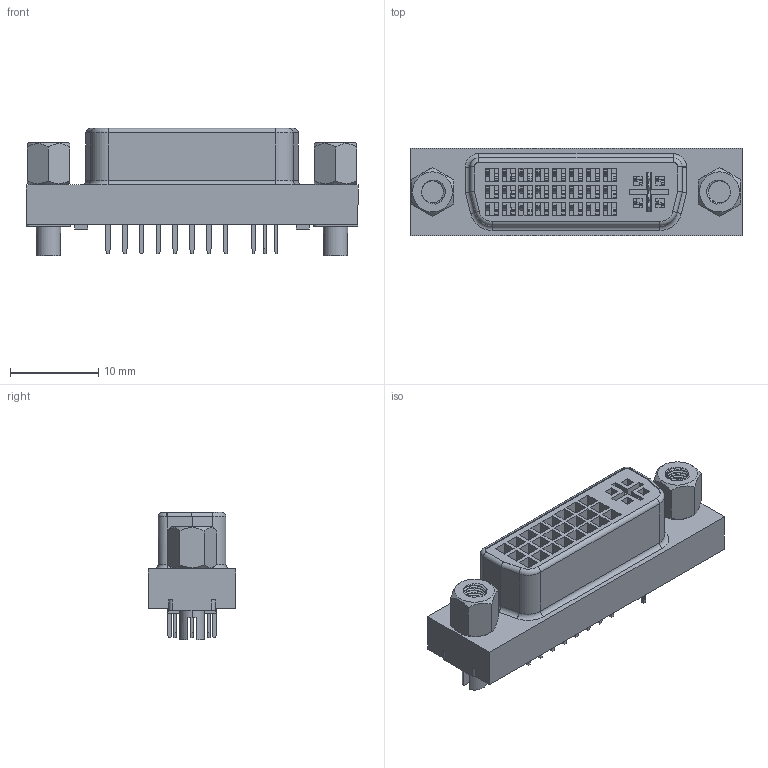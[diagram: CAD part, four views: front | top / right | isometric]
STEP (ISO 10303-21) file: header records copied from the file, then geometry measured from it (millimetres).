
FILE_DESCRIPTION (( 'STEP AP214' ), '1' );
FILE_NAME ('FDI2411-F0DS301W1K-REF.STEP', '2025-01-17T08:14:22', ( '' ), ( '' ), 'SwSTEP 2.0', 'SolidWorks 2021', '' );
FILE_SCHEMA (( 'AUTOMOTIVE_DESIGN' ));
Products named in the file (1): FDI2411-F0DS301W1K-REF
Bounding box: 37.6 x 9.9 x 14.4 mm (x, y, z)
Volume: 2531.1 mm3; surface area: 4756.6 mm2
Topology: 1 solids, 3 shells, 1795 faces, 4629 edges, 2898 vertices
Faces by surface type: plane 1383, cylinder 369, bspline 20, cone 12, torus 11
Entity records: 64825 total; most frequent: CARTESIAN_POINT 21588, ORIENTED_EDGE 9258, DIRECTION 8492, EDGE_CURVE 4629, VECTOR 3758, LINE 3758, VERTEX_POINT 2898, AXIS2_PLACEMENT_3D 2367
